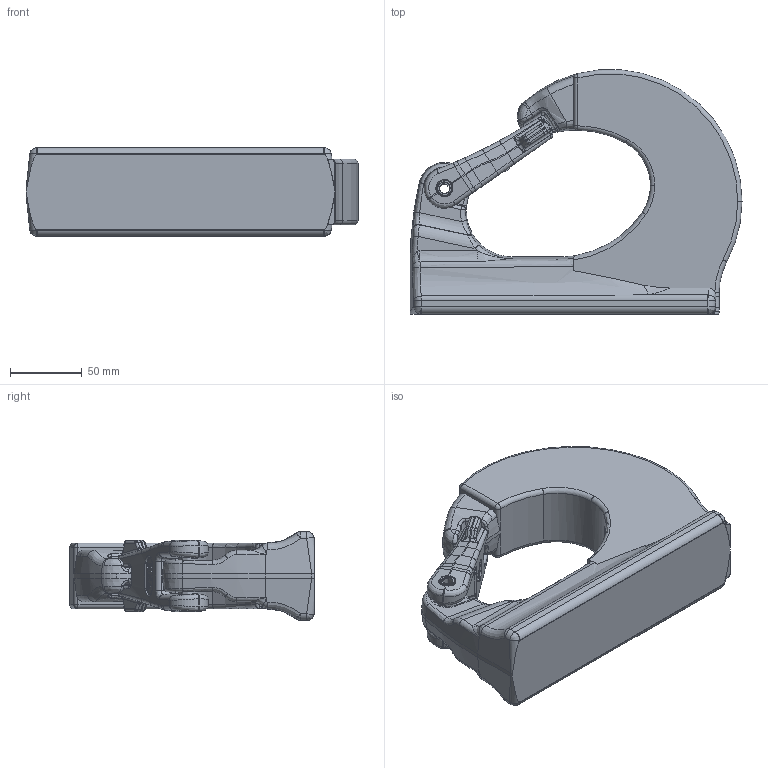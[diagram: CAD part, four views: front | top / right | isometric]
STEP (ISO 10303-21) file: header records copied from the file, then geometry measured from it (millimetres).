
FILE_DESCRIPTION (( 'STEP AP203' ), '1' );
FILE_NAME ('20240819_TBA_10t.STEP', '2024-08-19T11:28:26', ( '' ), ( '' ), 'SwSTEP 2.0', 'SolidWorks 2024', '' );
FILE_SCHEMA (( 'CONFIG_CONTROL_DESIGN' ));
Length unit declared in the file: millimetre
Products named in the file (5): Schnepper für TBA 10t_TBA 4-8 t Schnepper bearbeitet<Wie bearbeitet>; TBA10t_Stepversion_TBA5 bearbeitet<Wie bearbeitet>; 20240819_TBA_10t; Spannstifte_12x50; BaugrTBA10
Assembly tree (4 placements, depth 3):
  20240819_TBA_10t
    TBA10t_Stepversion_TBA5 bearbeitet<Wie bearbeitet>
    BaugrTBA10
      Schnepper für TBA 10t_TBA 4-8 t Schnepper bearbeitet<Wie bearbeitet>
      Spannstifte_12x50
Bounding box: 232 x 170.73 x 62 mm (x, y, z)
Volume: 1049393.4 mm3; surface area: 107093.5 mm2
Topology: 3 solids, 3 shells, 749 faces, 1933 edges, 1184 vertices
Faces by surface type: plane 267, bspline 244, cylinder 167, torus 41, cone 26, sphere 4
Entity records: 35930 total; most frequent: CARTESIAN_POINT 19959, ORIENTED_EDGE 3832, DIRECTION 2490, EDGE_CURVE 1916, VERTEX_POINT 1184, AXIS2_PLACEMENT_3D 894, EDGE_LOOP 766, FACE_OUTER_BOUND 749
